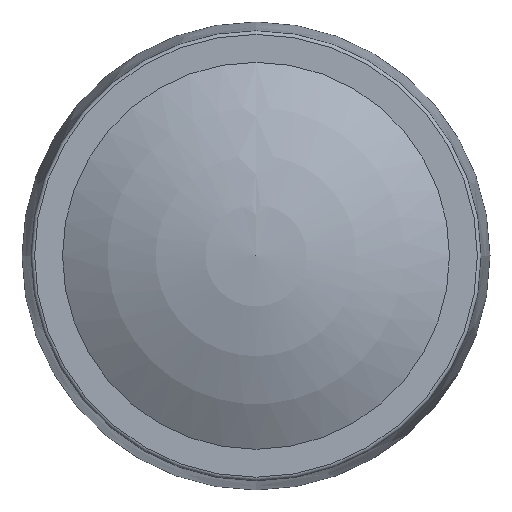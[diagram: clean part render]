
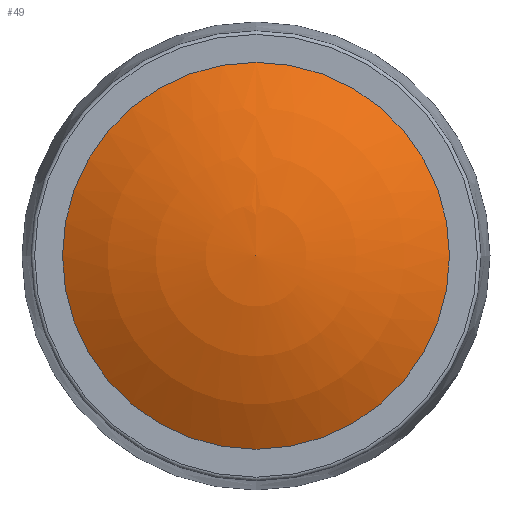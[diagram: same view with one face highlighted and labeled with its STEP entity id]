
A CAD part, top view. The second image highlights one B-rep face of the part: STEP entity #49.
In plain terms, the highlighted spherical face has radius 20.76 mm.
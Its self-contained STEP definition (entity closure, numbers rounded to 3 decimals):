
#49 = ADVANCED_FACE( '', ( #104 ), #105, .T. );
#104 = FACE_OUTER_BOUND( '', #162, .T. );
#105 = SPHERICAL_SURFACE( '', #163, 20.76 );
#162 = EDGE_LOOP( '', ( #226 ) );
#163 = AXIS2_PLACEMENT_3D( '', #227, #228, #229 );
#226 = ORIENTED_EDGE( '', *, *, #282, .T. );
#227 = CARTESIAN_POINT( '', ( 0., 0., -5.76 ) );
#228 = DIRECTION( '', ( 0., 0., 1. ) );
#229 = DIRECTION( '', ( 0., 1., 0. ) );
#282 = EDGE_CURVE( '', #315, #315, #316, .T. );
#315 = VERTEX_POINT( '', #352 );
#316 = CIRCLE( '', #353, 10.75 );
#352 = CARTESIAN_POINT( '', ( 10.75, 0., 12. ) );
#353 = AXIS2_PLACEMENT_3D( '', #390, #391, #392 );
#390 = CARTESIAN_POINT( '', ( 0., 0., 12. ) );
#391 = DIRECTION( '', ( 0., 0., 1. ) );
#392 = DIRECTION( '', ( 1., 0., 0. ) );
